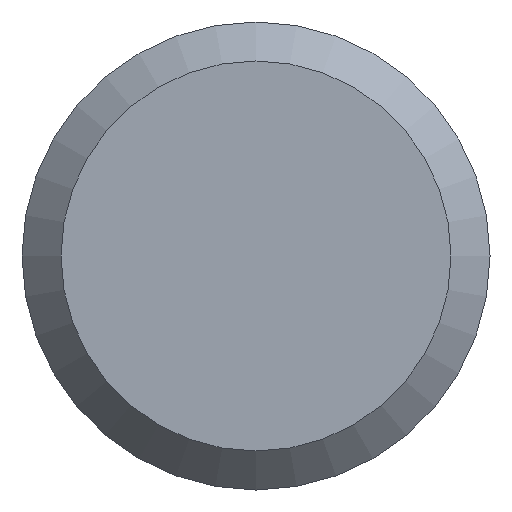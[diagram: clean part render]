
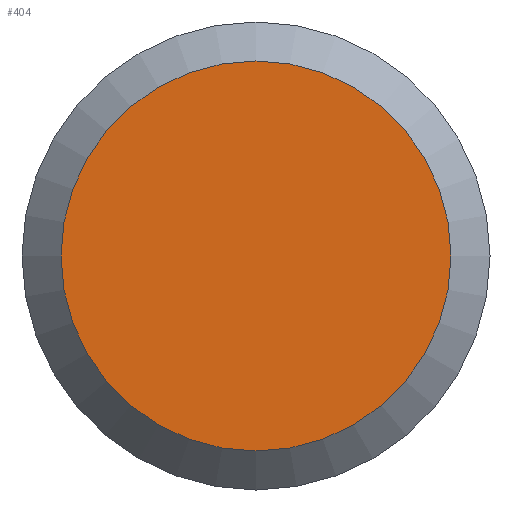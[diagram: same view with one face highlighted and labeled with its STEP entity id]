
A CAD part, front view. The second image highlights one B-rep face of the part: STEP entity #404.
In plain terms, the highlighted planar face has unit normal (0, -1, 0).
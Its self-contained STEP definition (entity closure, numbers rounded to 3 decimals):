
#36=PLANE('',#474);
#57=FACE_OUTER_BOUND('',#83,.T.);
#83=EDGE_LOOP('',(#341));
#151=CIRCLE('',#475,5.);
#187=VERTEX_POINT('',#785);
#239=EDGE_CURVE('',#187,#187,#151,.T.);
#341=ORIENTED_EDGE('',*,*,#239,.F.);
#404=ADVANCED_FACE('',(#57),#36,.T.);
#474=AXIS2_PLACEMENT_3D('',#784,#593,#594);
#475=AXIS2_PLACEMENT_3D('',#786,#595,#596);
#593=DIRECTION('center_axis',(0.,-1.,0.));
#594=DIRECTION('ref_axis',(0.,0.,-1.));
#595=DIRECTION('center_axis',(0.,1.,0.));
#596=DIRECTION('ref_axis',(-1.,0.,0.));
#784=CARTESIAN_POINT('Origin',(0.,0.,0.));
#785=CARTESIAN_POINT('',(5.,0.,0.));
#786=CARTESIAN_POINT('Origin',(0.,0.,0.));
